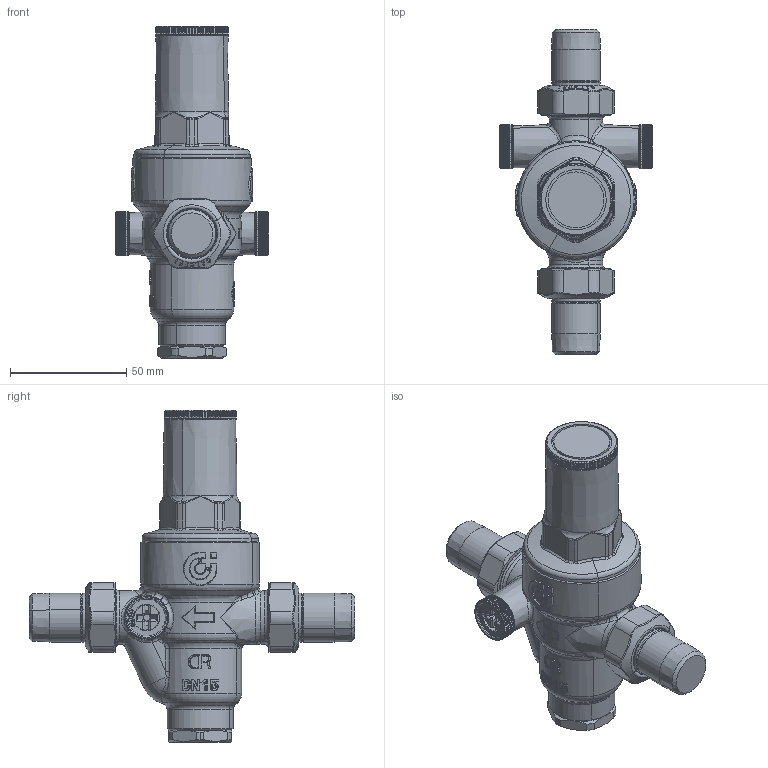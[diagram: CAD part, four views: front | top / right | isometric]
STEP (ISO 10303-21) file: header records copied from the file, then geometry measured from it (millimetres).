
FILE_DESCRIPTION(('CATIA V5 STEP Exchange'),'2;1');
FILE_NAME('STEP_536040_-_TST.stp','2017-02-28T08:40:30+00:00',('none'),('none'),'CATIA Version 5-6 Release 2014 SP5','CATIA V5 STEP AP203','none');
FILE_SCHEMA(('CONFIG_CONTROL_DESIGN'));
Length unit declared in the file: millimetre
Products named in the file (1): 536040 - TST
Bounding box: 66 x 140 x 142.8 mm (x, y, z)
Volume: 224205.4 mm3; surface area: 31922.6 mm2
Topology: 1 solids, 4 shells, 2305 faces, 6210 edges, 3912 vertices
Faces by surface type: plane 1225, cylinder 441, bspline 368, cone 116, torus 80, sphere 61, revolution 14
Entity records: 88359 total; most frequent: CARTESIAN_POINT 39310, ORIENTED_EDGE 12284, DIRECTION 6529, EDGE_CURVE 6142, VERTEX_POINT 3912, AXIS2_PLACEMENT_3D 2683, VECTOR 2444, LINE 2444
